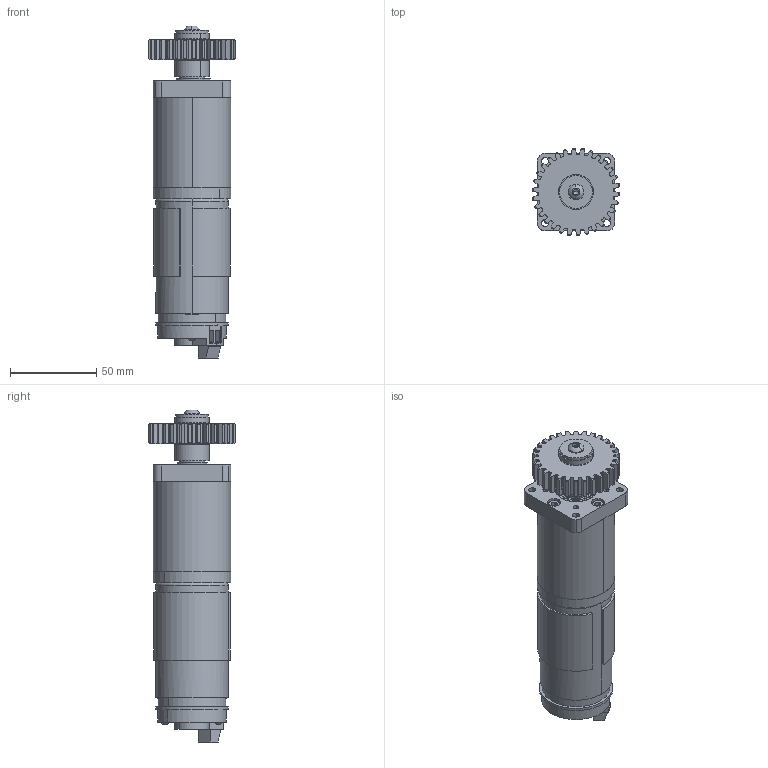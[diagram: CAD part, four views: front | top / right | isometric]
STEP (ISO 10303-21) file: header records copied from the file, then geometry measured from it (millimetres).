
FILE_DESCRIPTION (( 'STEP AP214' ), '1' );
FILE_NAME ('PG188 with am-4256 kit.STEP', '2020-04-03T18:39:12', ( '' ), ( '' ), 'SwSTEP 2.0', 'SolidWorks 2019', '' );
FILE_SCHEMA (( 'AUTOMOTIVE_DESIGN' ));
Length unit declared in the file: millimetre
Products named in the file (21): RS775 with Backshaft; SHCS M4-0.7 x 6 - McM 91290A139_91290A139; PG and CIM output block; am-3948-125 500H x 125IN Spacer; 98541A410_BLACK-FINISH STEEL EXTERNAL RETAINING RING_98541A410; BHCS 10-32 x 0.375_SBHCSCREW 0.19-32x0.5-HX-C; SHCS M4-0.7 x 60 - McM 91290A186_91290A188; Hall Effect Encoder for PG Gearboxes; PG input block; am-3656 PG188 500 hex+Motor+Encoder; 500 PG output shaft; am-3948-375 500H x 375IN Spacer; Shim washer; PG188 with am-4256 kit; am-3656g PG188 500 hex; RS775 with Encoder; PG188 ring gear; am-4254 30T 16DP 14.5PA 500Hex Bore Gear VER2_6325K17; 6082-ZZ 5972K155_BALL BEARING_5972K155; 10 Fender Washer FN1133201; 500 PG output assm
Assembly tree (25 placements, depth 5):
  PG188 with am-4256 kit
    am-3656 PG188 500 hex+Motor+Encoder
      am-3656g PG188 500 hex
        PG input block
        PG188 ring gear
        500 PG output assm
          PG and CIM output block
          500 PG output shaft
          6082-ZZ 5972K155_BALL BEARING_5972K155  x2
          98541A410_BLACK-FINISH STEEL EXTERNAL RETAINING RING_98541A410
          Shim washer
        SHCS M4-0.7 x 60 - McM 91290A186_91290A188  x4
      RS775 with Encoder
        RS775 with Backshaft
        Hall Effect Encoder for PG Gearboxes
      SHCS M4-0.7 x 6 - McM 91290A139_91290A139  x2
    am-4254 30T 16DP 14.5PA 500Hex Bore Gear VER2_6325K17
    am-3948-125 500H x 125IN Spacer
    am-3948-375 500H x 375IN Spacer
    10 Fender Washer FN1133201
    BHCS 10-32 x 0.375_SBHCSCREW 0.19-32x0.5-HX-C
Bounding box: 50.79 x 50.79 x 192.54 mm (x, y, z)
Volume: 146531.8 mm3; surface area: 86892.7 mm2
Topology: 53 solids, 53 shells, 2197 faces, 5959 edges, 3900 vertices
Faces by surface type: cylinder 959, plane 577, cone 306, bspline 265, sphere 54, torus 36
Entity records: 71318 total; most frequent: CARTESIAN_POINT 28724, ORIENTED_EDGE 8668, DIRECTION 7117, EDGE_CURVE 4334, VERTEX_POINT 2850, AXIS2_PLACEMENT_3D 2622, LINE 1873, VECTOR 1873
